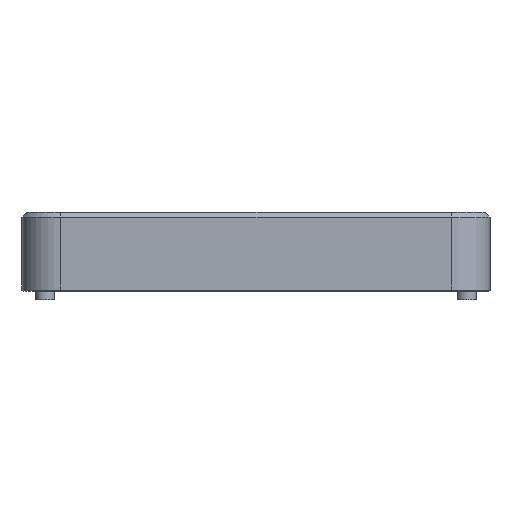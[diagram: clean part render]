
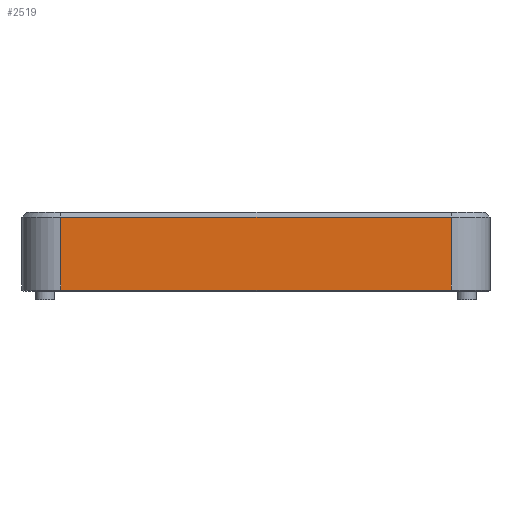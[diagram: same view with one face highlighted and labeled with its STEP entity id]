
A CAD part, left-side view. The second image highlights one B-rep face of the part: STEP entity #2519.
In plain terms, the highlighted planar face has unit normal (-1, 0, 0).
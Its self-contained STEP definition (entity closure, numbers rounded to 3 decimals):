
#371=FACE_OUTER_BOUND('',#529,.T.);
#529=EDGE_LOOP('',(#2292,#2293,#2294,#2295));
#542=LINE('',#3600,#777);
#762=LINE('',#4296,#997);
#765=LINE('',#4304,#1000);
#766=LINE('',#4306,#1001);
#777=VECTOR('',#2830,10.);
#997=VECTOR('',#3546,10.);
#1000=VECTOR('',#3559,10.);
#1001=VECTOR('',#3562,10.);
#1009=VERTEX_POINT('',#3585);
#1013=VERTEX_POINT('',#3598);
#1234=VERTEX_POINT('',#4288);
#1235=VERTEX_POINT('',#4294);
#1248=EDGE_CURVE('',#1013,#1009,#542,.T.);
#1588=EDGE_CURVE('',#1234,#1235,#762,.T.);
#1592=EDGE_CURVE('',#1013,#1235,#765,.T.);
#1593=EDGE_CURVE('',#1009,#1234,#766,.T.);
#2292=ORIENTED_EDGE('',*,*,#1248,.F.);
#2293=ORIENTED_EDGE('',*,*,#1592,.T.);
#2294=ORIENTED_EDGE('',*,*,#1588,.F.);
#2295=ORIENTED_EDGE('',*,*,#1593,.F.);
#2379=PLANE('',#2799);
#2519=ADVANCED_FACE('',(#371),#2379,.T.);
#2799=AXIS2_PLACEMENT_3D('',#4305,#3560,#3561);
#2830=DIRECTION('',(0.,1.,0.));
#3546=DIRECTION('',(0.,-1.,0.));
#3559=DIRECTION('',(0.,0.,1.));
#3560=DIRECTION('center_axis',(-1.,0.,0.));
#3561=DIRECTION('ref_axis',(0.,-1.,0.));
#3562=DIRECTION('',(0.,0.,1.));
#3585=CARTESIAN_POINT('',(-109.775,40.1,0.25));
#3598=CARTESIAN_POINT('',(-109.775,-40.1,0.25));
#3600=CARTESIAN_POINT('',(-109.775,20.05,0.25));
#4288=CARTESIAN_POINT('',(-109.775,40.1,15.25));
#4294=CARTESIAN_POINT('',(-109.775,-40.1,15.25));
#4296=CARTESIAN_POINT('',(-109.775,20.05,15.25));
#4304=CARTESIAN_POINT('',(-109.775,-40.1,0.));
#4305=CARTESIAN_POINT('Origin',(-109.775,40.1,0.));
#4306=CARTESIAN_POINT('',(-109.775,40.1,0.));
